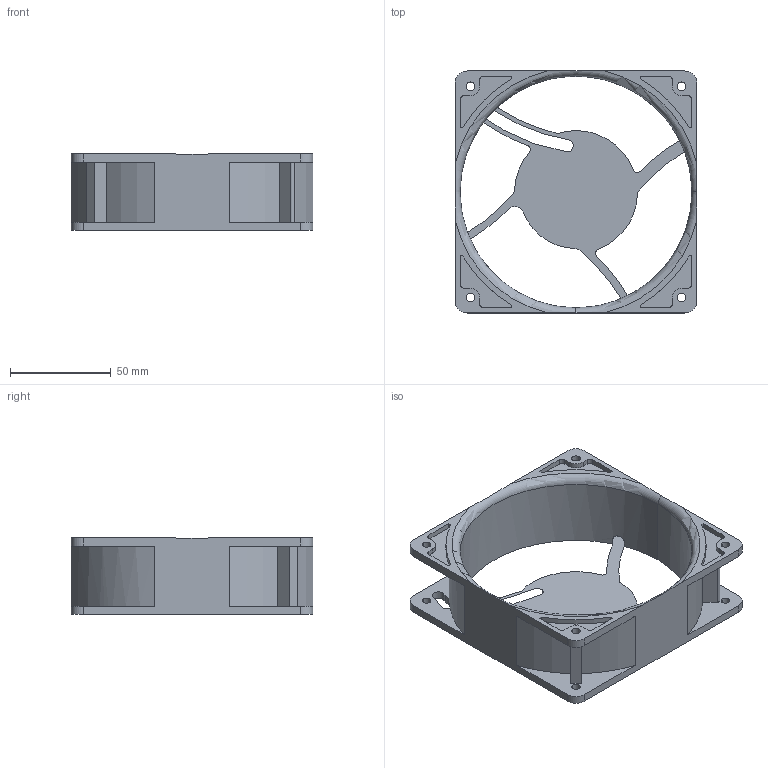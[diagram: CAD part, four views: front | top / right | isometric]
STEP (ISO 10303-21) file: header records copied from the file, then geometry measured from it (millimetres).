
FILE_DESCRIPTION(('FreeCAD Model'),'2;1');
FILE_NAME('OD1238 Frame Only.stp', '2019-11-19T11:03:55',('Author'),(''), 'Open CASCADE STEP processor 7.3','FreeCAD','Unknown');
FILE_SCHEMA(('AUTOMOTIVE_DESIGN { 1 0 10303 214 1 1 1 1 }'));
Length unit declared in the file: millimetre
Products named in the file (1): Frame
Bounding box: 120 x 120 x 38 mm (x, y, z)
Surface area: 46306.2 mm2 (no closed solid volume)
Topology: 0 solids, 1 shells, 110 faces, 369 edges, 257 vertices
Faces by surface type: plane 54, cylinder 54, torus 2
Entity records: 9446 total; most frequent: CARTESIAN_POINT 2424, DIRECTION 1348, LINE 724, VECTOR 724, ORIENTED_EDGE 685, PCURVE 685, DEFINITIONAL_REPRESENTATION 685, EDGE_CURVE 369
